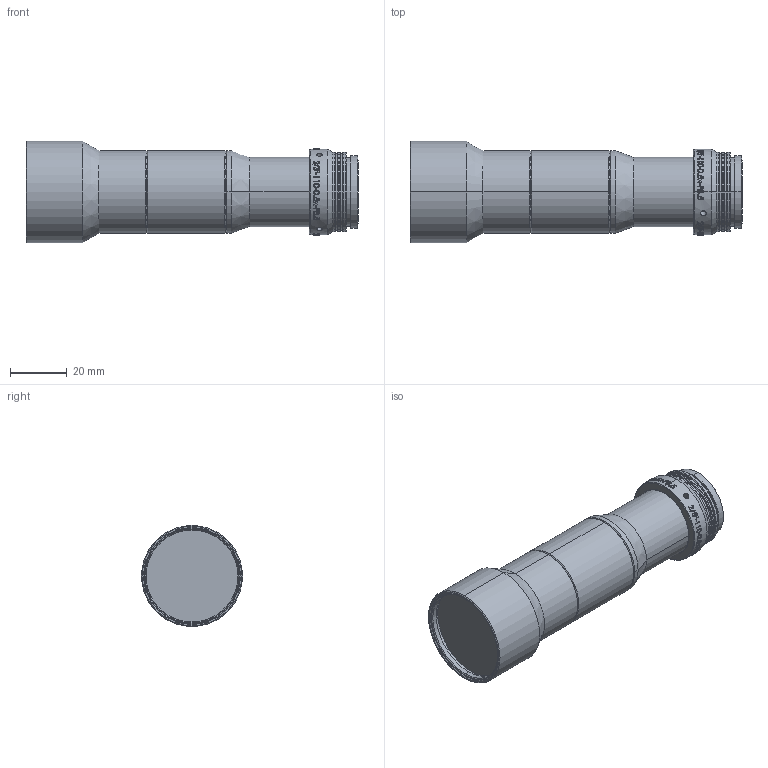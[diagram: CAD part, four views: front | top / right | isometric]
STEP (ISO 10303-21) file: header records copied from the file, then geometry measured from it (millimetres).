
FILE_DESCRIPTION (( 'STEP AP203' ), '1' );
FILE_NAME ('0.5X 110WD 2_3inch .STEP', '2023-10-13T11:55:06', ( '' ), ( '' ), 'SwSTEP 2.0', 'SolidWorks 2018', '' );
FILE_SCHEMA (( 'CONFIG_CONTROL_DESIGN' ));
Length unit declared in the file: millimetre
Products named in the file (5): 噩芠1; 蟀諉璃; 噩芠3; 0.5X 110WD 2_3inch ; 堈陑C諉諳
Assembly tree (4 placements, depth 2):
  0.5X 110WD 2_3inch 
    噩芠3
    噩芠1
    蟀諉璃
    堈陑C諉諳
Bounding box: 116.58 x 35.5 x 35.5 mm (x, y, z)
Volume: 74253.1 mm3; surface area: 21288.5 mm2
Topology: 4 solids, 4 shells, 711 faces, 1770 edges, 1158 vertices
Faces by surface type: bspline 303, plane 204, cylinder 144, cone 60
Entity records: 49710 total; most frequent: CARTESIAN_POINT 34708, ORIENTED_EDGE 3540, DIRECTION 2018, EDGE_CURVE 1770, VERTEX_POINT 1158, B_SPLINE_CURVE_WITH_KNOTS 996, AXIS2_PLACEMENT_3D 829, EDGE_LOOP 810
